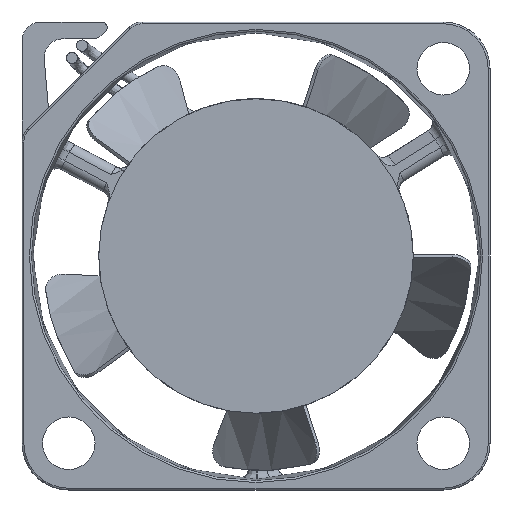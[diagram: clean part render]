
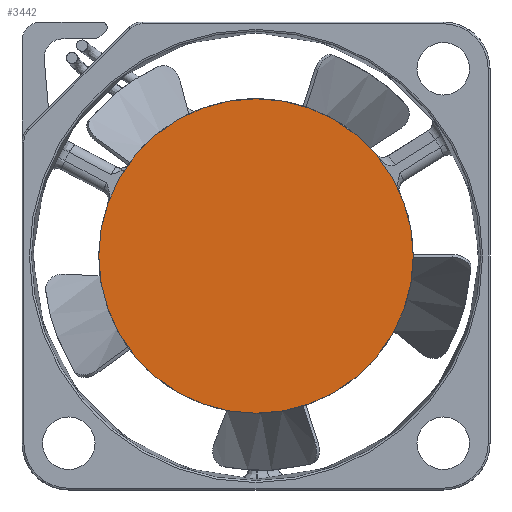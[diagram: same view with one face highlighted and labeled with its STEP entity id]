
A CAD part, front view. The second image highlights one B-rep face of the part: STEP entity #3442.
In plain terms, the highlighted planar face has unit normal (0, -1, 0).
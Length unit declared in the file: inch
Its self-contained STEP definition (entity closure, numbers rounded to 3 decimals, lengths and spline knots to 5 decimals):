
#339=PLANE('',#3809);
#530=FACE_OUTER_BOUND('',#755,.T.);
#755=EDGE_LOOP('',(#3124));
#1169=CIRCLE('',#3565,0.33071);
#1385=VERTEX_POINT('',#5087);
#1729=EDGE_CURVE('',#1385,#1385,#1169,.T.);
#3124=ORIENTED_EDGE('',*,*,#1729,.T.);
#3442=ADVANCED_FACE('',(#530),#339,.T.);
#3565=AXIS2_PLACEMENT_3D('',#5088,#4033,#4034);
#3809=AXIS2_PLACEMENT_3D('',#9610,#4666,#4667);
#4033=DIRECTION('center_axis',(0.,-1.,0.));
#4034=DIRECTION('ref_axis',(0.,0.,
-1.));
#4666=DIRECTION('center_axis',(0.,-1.,0.));
#4667=DIRECTION('ref_axis',(-1.,0.,0.));
#5087=CARTESIAN_POINT('',(0.,-0.3937,0.33071));
#5088=CARTESIAN_POINT('Origin',(0.,-0.3937,
0.));
#9610=CARTESIAN_POINT('Origin',(0.,-0.3937,
0.));
